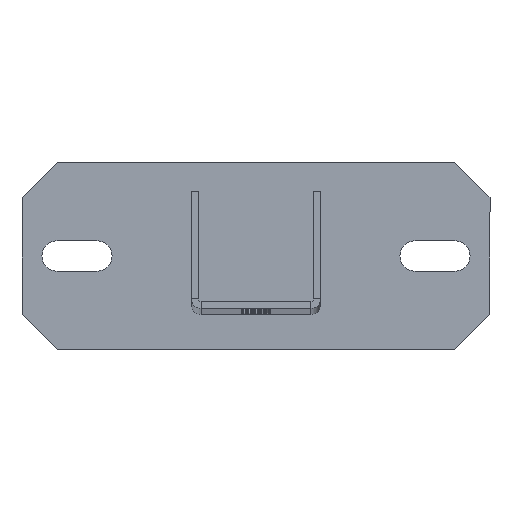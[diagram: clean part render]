
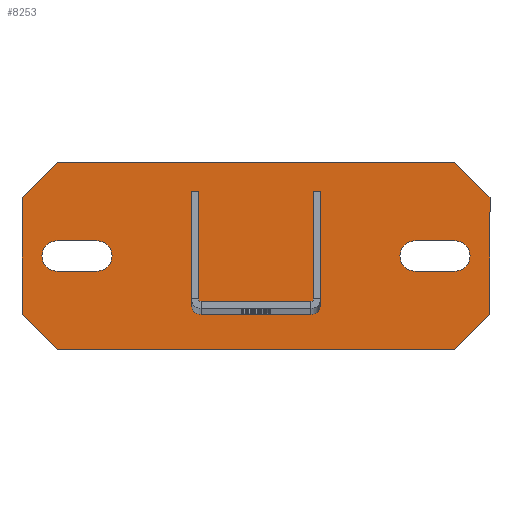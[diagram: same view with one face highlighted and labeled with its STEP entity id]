
A CAD part, top view. The second image highlights one B-rep face of the part: STEP entity #8253.
In plain terms, the highlighted planar face has unit normal (0, 0, 1).
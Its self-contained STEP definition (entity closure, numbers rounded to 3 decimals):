
#207=FACE_BOUND('',#1754,.T.);
#208=FACE_BOUND('',#1755,.T.);
#580=CIRCLE('',#9072,6.5);
#582=CIRCLE('',#9076,6.5);
#584=CIRCLE('',#9080,6.5);
#586=CIRCLE('',#9084,6.5);
#1173=FACE_OUTER_BOUND('',#1753,.T.);
#1753=EDGE_LOOP('',(#7611,#7612,#7613,#7614,#7615,#7616,#7617,#7618));
#1754=EDGE_LOOP('',(#7619,#7620,#7621,#7622));
#1755=EDGE_LOOP('',(#7623,#7624,#7625,#7626));
#2517=LINE('',#13715,#3313);
#2521=LINE('',#13727,#3317);
#2525=LINE('',#13739,#3321);
#2529=LINE('',#13751,#3325);
#2533=LINE('',#13763,#3329);
#2536=LINE('',#13769,#3332);
#2539=LINE('',#13775,#3335);
#2542=LINE('',#13781,#3338);
#2545=LINE('',#13787,#3341);
#2548=LINE('',#13793,#3344);
#2551=LINE('',#13799,#3347);
#2554=LINE('',#13803,#3350);
#3313=VECTOR('',#11363,10.);
#3317=VECTOR('',#11375,10.);
#3321=VECTOR('',#11387,10.);
#3325=VECTOR('',#11399,10.);
#3329=VECTOR('',#11411,10.);
#3332=VECTOR('',#11416,10.);
#3335=VECTOR('',#11421,10.);
#3338=VECTOR('',#11426,10.);
#3341=VECTOR('',#11431,10.);
#3344=VECTOR('',#11436,10.);
#3347=VECTOR('',#11441,10.);
#3350=VECTOR('',#11446,10.);
#4097=VERTEX_POINT('',#13712);
#4098=VERTEX_POINT('',#13714);
#4100=VERTEX_POINT('',#13720);
#4102=VERTEX_POINT('',#13726);
#4105=VERTEX_POINT('',#13736);
#4106=VERTEX_POINT('',#13738);
#4108=VERTEX_POINT('',#13744);
#4110=VERTEX_POINT('',#13750);
#4113=VERTEX_POINT('',#13760);
#4114=VERTEX_POINT('',#13762);
#4116=VERTEX_POINT('',#13768);
#4118=VERTEX_POINT('',#13774);
#4120=VERTEX_POINT('',#13780);
#4122=VERTEX_POINT('',#13786);
#4124=VERTEX_POINT('',#13792);
#4126=VERTEX_POINT('',#13798);
#5253=EDGE_CURVE('',#4098,#4097,#2517,.T.);
#5256=EDGE_CURVE('',#4100,#4098,#580,.T.);
#5259=EDGE_CURVE('',#4102,#4100,#2521,.T.);
#5262=EDGE_CURVE('',#4097,#4102,#582,.T.);
#5265=EDGE_CURVE('',#4106,#4105,#2525,.T.);
#5268=EDGE_CURVE('',#4108,#4106,#584,.T.);
#5271=EDGE_CURVE('',#4110,#4108,#2529,.T.);
#5274=EDGE_CURVE('',#4105,#4110,#586,.T.);
#5277=EDGE_CURVE('',#4114,#4113,#2533,.T.);
#5280=EDGE_CURVE('',#4116,#4114,#2536,.T.);
#5283=EDGE_CURVE('',#4118,#4116,#2539,.T.);
#5286=EDGE_CURVE('',#4120,#4118,#2542,.T.);
#5289=EDGE_CURVE('',#4122,#4120,#2545,.T.);
#5292=EDGE_CURVE('',#4124,#4122,#2548,.T.);
#5295=EDGE_CURVE('',#4126,#4124,#2551,.T.);
#5298=EDGE_CURVE('',#4113,#4126,#2554,.T.);
#7611=ORIENTED_EDGE('',*,*,#5298,.T.);
#7612=ORIENTED_EDGE('',*,*,#5295,.T.);
#7613=ORIENTED_EDGE('',*,*,#5292,.T.);
#7614=ORIENTED_EDGE('',*,*,#5289,.T.);
#7615=ORIENTED_EDGE('',*,*,#5286,.T.);
#7616=ORIENTED_EDGE('',*,*,#5283,.T.);
#7617=ORIENTED_EDGE('',*,*,#5280,.T.);
#7618=ORIENTED_EDGE('',*,*,#5277,.T.);
#7619=ORIENTED_EDGE('',*,*,#5274,.T.);
#7620=ORIENTED_EDGE('',*,*,#5271,.T.);
#7621=ORIENTED_EDGE('',*,*,#5268,.T.);
#7622=ORIENTED_EDGE('',*,*,#5265,.T.);
#7623=ORIENTED_EDGE('',*,*,#5262,.T.);
#7624=ORIENTED_EDGE('',*,*,#5259,.T.);
#7625=ORIENTED_EDGE('',*,*,#5256,.T.);
#7626=ORIENTED_EDGE('',*,*,#5253,.T.);
#7853=PLANE('',#9093);
#8253=ADVANCED_FACE('',(#1173,#207,#208),#7853,.T.);
#9072=AXIS2_PLACEMENT_3D('',#13721,#11369,#11370);
#9076=AXIS2_PLACEMENT_3D('',#13731,#11381,#11382);
#9080=AXIS2_PLACEMENT_3D('',#13745,#11393,#11394);
#9084=AXIS2_PLACEMENT_3D('',#13755,#11405,#11406);
#9093=AXIS2_PLACEMENT_3D('',#13804,#11447,#11448);
#11363=DIRECTION('',(-1.,0.,0.));
#11369=DIRECTION('center_axis',(0.,0.,-1.));
#11370=DIRECTION('ref_axis',(0.,1.,0.));
#11375=DIRECTION('',(1.,0.,0.));
#11381=DIRECTION('center_axis',(0.,0.,-1.));
#11382=DIRECTION('ref_axis',(0.,-1.,0.));
#11387=DIRECTION('',(-1.,0.,0.));
#11393=DIRECTION('center_axis',(0.,0.,-1.));
#11394=DIRECTION('ref_axis',(0.,1.,0.));
#11399=DIRECTION('',(1.,0.,0.));
#11405=DIRECTION('center_axis',(0.,0.,-1.));
#11406=DIRECTION('ref_axis',(0.,-1.,0.));
#11411=DIRECTION('',(0.707,-0.707,0.));
#11416=DIRECTION('',(0.,-1.,0.));
#11421=DIRECTION('',(-0.707,-0.707,0.));
#11426=DIRECTION('',(-1.,0.,0.));
#11431=DIRECTION('',(-0.707,0.707,0.));
#11436=DIRECTION('',(0.,1.,0.));
#11441=DIRECTION('',(0.707,0.707,0.));
#11446=DIRECTION('',(1.,0.,0.));
#11447=DIRECTION('center_axis',(0.,0.,1.));
#11448=DIRECTION('ref_axis',(1.,0.,0.));
#13712=CARTESIAN_POINT('',(-85.,-6.5,8.));
#13714=CARTESIAN_POINT('',(-68.,-6.5,8.));
#13715=CARTESIAN_POINT('',(-68.,-6.5,8.));
#13720=CARTESIAN_POINT('',(-68.,6.5,8.));
#13721=CARTESIAN_POINT('Origin',(-68.,0.,8.));
#13726=CARTESIAN_POINT('',(-85.,6.5,8.));
#13727=CARTESIAN_POINT('',(-85.,6.5,8.));
#13731=CARTESIAN_POINT('Origin',(-85.,0.,8.));
#13736=CARTESIAN_POINT('',(68.,-6.5,8.));
#13738=CARTESIAN_POINT('',(85.,-6.5,8.));
#13739=CARTESIAN_POINT('',(85.,-6.5,8.));
#13744=CARTESIAN_POINT('',(85.,6.5,8.));
#13745=CARTESIAN_POINT('Origin',(85.,0.,8.));
#13750=CARTESIAN_POINT('',(68.,6.5,8.));
#13751=CARTESIAN_POINT('',(68.,6.5,8.));
#13755=CARTESIAN_POINT('Origin',(68.,0.,8.));
#13760=CARTESIAN_POINT('',(-85.,-40.,8.));
#13762=CARTESIAN_POINT('',(-100.,-25.,8.));
#13763=CARTESIAN_POINT('',(-100.,-25.,8.));
#13768=CARTESIAN_POINT('',(-100.,25.,8.));
#13769=CARTESIAN_POINT('',(-100.,25.,8.));
#13774=CARTESIAN_POINT('',(-85.,40.,8.));
#13775=CARTESIAN_POINT('',(-85.,40.,8.));
#13780=CARTESIAN_POINT('',(85.,40.,8.));
#13781=CARTESIAN_POINT('',(85.,40.,8.));
#13786=CARTESIAN_POINT('',(100.,25.,8.));
#13787=CARTESIAN_POINT('',(100.,25.,8.));
#13792=CARTESIAN_POINT('',(100.,-25.,8.));
#13793=CARTESIAN_POINT('',(100.,-25.,8.));
#13798=CARTESIAN_POINT('',(85.,-40.,8.));
#13799=CARTESIAN_POINT('',(85.,-40.,8.));
#13803=CARTESIAN_POINT('',(-85.,-40.,8.));
#13804=CARTESIAN_POINT('Origin',(0.,0.,8.));
